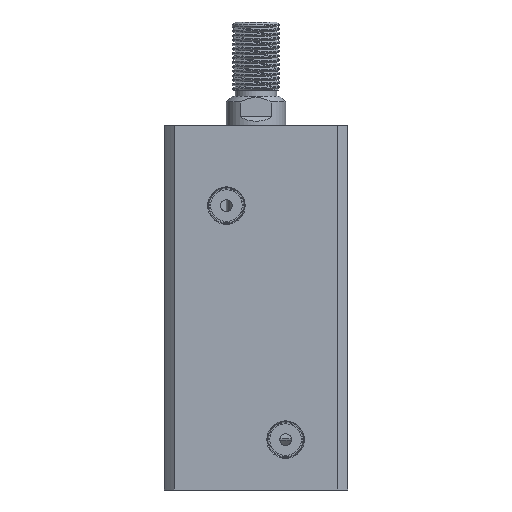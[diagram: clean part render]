
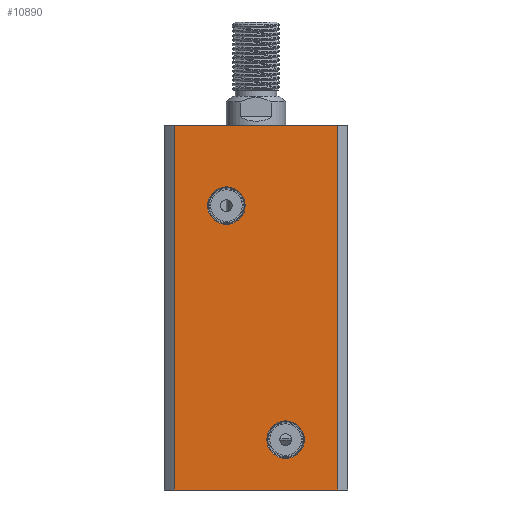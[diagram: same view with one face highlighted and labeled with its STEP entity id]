
A CAD part, left-side view. The second image highlights one B-rep face of the part: STEP entity #10890.
In plain terms, the highlighted planar face has unit normal (-1, 0, 0).
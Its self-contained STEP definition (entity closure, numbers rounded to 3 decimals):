
#403 = DIRECTION ( 'NONE',  ( 0., 0., 1. ) ) ;
#488 = DIRECTION ( 'NONE',  ( -1., 0., 0. ) ) ;
#529 = VECTOR ( 'NONE', #11675, 1000. ) ;
#530 = DIRECTION ( 'NONE',  ( -1., 0., 0. ) ) ;
#668 = ORIENTED_EDGE ( 'NONE', *, *, #15263, .T. ) ;
#837 = CARTESIAN_POINT ( 'NONE',  ( -31., -27.591, 61.5 ) ) ;
#1105 = EDGE_CURVE ( 'NONE', #25211, #23922, #21266, .T. ) ;
#1477 = EDGE_CURVE ( 'NONE', #17294, #22208, #12367, .T. ) ;
#1544 = AXIS2_PLACEMENT_3D ( 'NONE', #24479, #16695, #6934 ) ;
#1866 = CARTESIAN_POINT ( 'NONE',  ( -31., 27.591, 61.5 ) ) ;
#1974 = VERTEX_POINT ( 'NONE', #6111 ) ;
#2338 = DIRECTION ( 'NONE',  ( 0., 0., 1. ) ) ;
#2465 = CARTESIAN_POINT ( 'NONE',  ( -31., -10., -44.5 ) ) ;
#3237 = LINE ( 'NONE', #12613, #5368 ) ;
#3324 = FACE_OUTER_BOUND ( 'NONE', #15739, .T. ) ;
#3577 = CARTESIAN_POINT ( 'NONE',  ( -31., -27.591, 61.5 ) ) ;
#3761 = EDGE_CURVE ( 'NONE', #22208, #17294, #21832, .T. ) ;
#3895 = LINE ( 'NONE', #16050, #17053 ) ;
#4225 = DIRECTION ( 'NONE',  ( 0., -1., 0. ) ) ;
#4272 = CARTESIAN_POINT ( 'NONE',  ( -31., 10., 28.165 ) ) ;
#5368 = VECTOR ( 'NONE', #22473, 1000. ) ;
#5409 = EDGE_CURVE ( 'NONE', #1974, #25191, #21052, .T. ) ;
#5529 = AXIS2_PLACEMENT_3D ( 'NONE', #23374, #17466, #5740 ) ;
#5669 = EDGE_LOOP ( 'NONE', ( #18701, #19688 ) ) ;
#5740 = DIRECTION ( 'NONE',  ( 0., 1., 0. ) ) ;
#6111 = CARTESIAN_POINT ( 'NONE',  ( -31., 10., 40.835 ) ) ;
#6934 = DIRECTION ( 'NONE',  ( 0., 0., 1. ) ) ;
#7129 = ORIENTED_EDGE ( 'NONE', *, *, #1105, .F. ) ;
#7705 = ORIENTED_EDGE ( 'NONE', *, *, #17035, .T. ) ;
#8491 = CARTESIAN_POINT ( 'NONE',  ( -31., -10., -44.5 ) ) ;
#9547 = VERTEX_POINT ( 'NONE', #21897 ) ;
#10890 = ADVANCED_FACE ( 'NONE', ( #14948, #15577, #3324 ), #15842, .F. ) ;
#11058 = DIRECTION ( 'NONE',  ( -1., 0., 0. ) ) ;
#11505 = ORIENTED_EDGE ( 'NONE', *, *, #12994, .F. ) ;
#11538 = LINE ( 'NONE', #1866, #529 ) ;
#11675 = DIRECTION ( 'NONE',  ( 0., 0., -1. ) ) ;
#12367 = CIRCLE ( 'NONE', #17414, 6.335 ) ;
#12394 = VECTOR ( 'NONE', #17277, 1000. ) ;
#12613 = CARTESIAN_POINT ( 'NONE',  ( -31., 27.591, 61.5 ) ) ;
#12994 = EDGE_CURVE ( 'NONE', #25191, #1974, #18936, .T. ) ;
#13836 = CARTESIAN_POINT ( 'NONE',  ( -31., -10., -50.835 ) ) ;
#14389 = VERTEX_POINT ( 'NONE', #16029 ) ;
#14948 = FACE_BOUND ( 'NONE', #18473, .T. ) ;
#15263 = EDGE_CURVE ( 'NONE', #9547, #14389, #11538, .T. ) ;
#15577 = FACE_BOUND ( 'NONE', #5669, .T. ) ;
#15659 = AXIS2_PLACEMENT_3D ( 'NONE', #22807, #11058, #24759 ) ;
#15739 = EDGE_LOOP ( 'NONE', ( #7705, #7129, #16931, #668 ) ) ;
#15842 = PLANE ( 'NONE',  #5529 ) ;
#16029 = CARTESIAN_POINT ( 'NONE',  ( -31., 27.591, -61.5 ) ) ;
#16050 = CARTESIAN_POINT ( 'NONE',  ( -31., 27.591, -61.5 ) ) ;
#16695 = DIRECTION ( 'NONE',  ( -1., 0., 0. ) ) ;
#16869 = CARTESIAN_POINT ( 'NONE',  ( -31., -27.591, -61.5 ) ) ;
#16931 = ORIENTED_EDGE ( 'NONE', *, *, #19835, .F. ) ;
#16940 = CARTESIAN_POINT ( 'NONE',  ( -31., -10., -38.165 ) ) ;
#17035 = EDGE_CURVE ( 'NONE', #14389, #23922, #3895, .T. ) ;
#17053 = VECTOR ( 'NONE', #4225, 1000. ) ;
#17277 = DIRECTION ( 'NONE',  ( 0., 0., -1. ) ) ;
#17294 = VERTEX_POINT ( 'NONE', #16940 ) ;
#17414 = AXIS2_PLACEMENT_3D ( 'NONE', #2465, #488, #403 ) ;
#17466 = DIRECTION ( 'NONE',  ( 1., 0., 0. ) ) ;
#18473 = EDGE_LOOP ( 'NONE', ( #21228, #11505 ) ) ;
#18701 = ORIENTED_EDGE ( 'NONE', *, *, #1477, .F. ) ;
#18936 = CIRCLE ( 'NONE', #1544, 6.335 ) ;
#19688 = ORIENTED_EDGE ( 'NONE', *, *, #3761, .F. ) ;
#19835 = EDGE_CURVE ( 'NONE', #9547, #25211, #3237, .T. ) ;
#21052 = CIRCLE ( 'NONE', #15659, 6.335 ) ;
#21228 = ORIENTED_EDGE ( 'NONE', *, *, #5409, .F. ) ;
#21266 = LINE ( 'NONE', #3577, #12394 ) ;
#21832 = CIRCLE ( 'NONE', #22183, 6.335 ) ;
#21897 = CARTESIAN_POINT ( 'NONE',  ( -31., 27.591, 61.5 ) ) ;
#22183 = AXIS2_PLACEMENT_3D ( 'NONE', #8491, #530, #2338 ) ;
#22208 = VERTEX_POINT ( 'NONE', #13836 ) ;
#22473 = DIRECTION ( 'NONE',  ( 0., -1., 0. ) ) ;
#22807 = CARTESIAN_POINT ( 'NONE',  ( -31., 10., 34.5 ) ) ;
#23374 = CARTESIAN_POINT ( 'NONE',  ( -31., 27.591, 61.5 ) ) ;
#23922 = VERTEX_POINT ( 'NONE', #16869 ) ;
#24479 = CARTESIAN_POINT ( 'NONE',  ( -31., 10., 34.5 ) ) ;
#24759 = DIRECTION ( 'NONE',  ( 0., 0., 1. ) ) ;
#25191 = VERTEX_POINT ( 'NONE', #4272 ) ;
#25211 = VERTEX_POINT ( 'NONE', #837 ) ;
